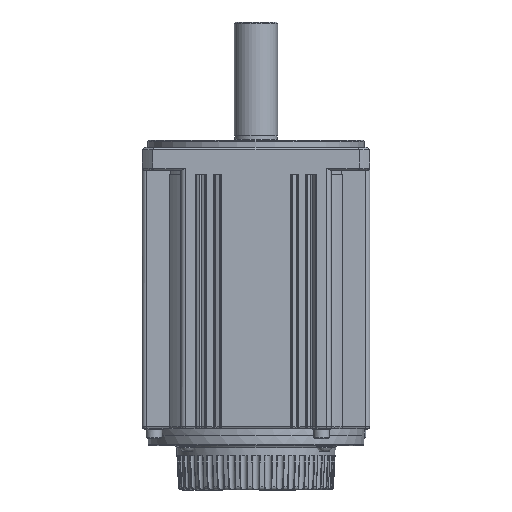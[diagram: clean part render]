
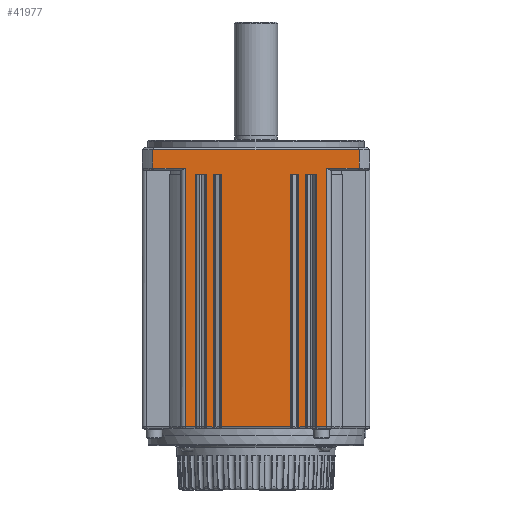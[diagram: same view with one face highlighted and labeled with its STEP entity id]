
A CAD part, left-side view. The second image highlights one B-rep face of the part: STEP entity #41977.
In plain terms, the highlighted planar face has unit normal (-1, 0, 0).
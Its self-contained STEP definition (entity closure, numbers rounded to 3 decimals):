
#31727=CARTESIAN_POINT('',(-50.,-312.154,-1.));
#31728=VERTEX_POINT('',#31727);
#31729=CARTESIAN_POINT('',(-50.,-312.154,-9.2));
#31730=VERTEX_POINT('',#31729);
#31731=CARTESIAN_POINT('',(-50.,-312.154,-1.));
#31732=DIRECTION('',(0.,0.,-1.));
#31733=VECTOR('',#31732,8.2);
#31734=LINE('',#31731,#31733);
#31735=EDGE_CURVE('',#31728,#31730,#31734,.T.);
#31761=CARTESIAN_POINT('',(-50.,-402.846,-1.));
#31762=VERTEX_POINT('',#31761);
#31770=CARTESIAN_POINT('',(-50.,-402.846,-9.2));
#31771=VERTEX_POINT('',#31770);
#31772=CARTESIAN_POINT('',(-50.,-402.846,-9.2));
#31773=DIRECTION('',(0.,0.,1.));
#31774=VECTOR('',#31773,8.2);
#31775=LINE('',#31772,#31774);
#31776=EDGE_CURVE('',#31771,#31762,#31775,.T.);
#32435=CARTESIAN_POINT('',(-50.,-312.154,-1.));
#32436=DIRECTION('',(0.,-1.,0.));
#32437=VECTOR('',#32436,90.692);
#32438=LINE('',#32435,#32437);
#32439=EDGE_CURVE('',#31728,#31762,#32438,.T.);
#40340=CARTESIAN_POINT('',(-50.,-376.364,-122.7));
#40341=VERTEX_POINT('',#40340);
#40350=CARTESIAN_POINT('',(-50.,-379.171,-122.7));
#40351=VERTEX_POINT('',#40350);
#40359=CARTESIAN_POINT('',(-50.,-379.171,-122.7));
#40360=DIRECTION('',(0.,1.,0.));
#40361=VECTOR('',#40360,2.808);
#40362=LINE('',#40359,#40361);
#40363=EDGE_CURVE('',#40351,#40341,#40362,.T.);
#40509=CARTESIAN_POINT('',(-50.,-372.685,-122.7));
#40510=VERTEX_POINT('',#40509);
#40518=CARTESIAN_POINT('',(-50.,-342.315,-122.7));
#40519=VERTEX_POINT('',#40518);
#40520=CARTESIAN_POINT('',(-50.,-372.685,-122.7));
#40521=DIRECTION('',(0.,1.,0.));
#40522=VECTOR('',#40521,30.371);
#40523=LINE('',#40520,#40522);
#40524=EDGE_CURVE('',#40510,#40519,#40523,.T.);
#40678=CARTESIAN_POINT('',(-50.,-338.636,-122.7));
#40679=VERTEX_POINT('',#40678);
#40687=CARTESIAN_POINT('',(-50.,-335.829,-122.7));
#40688=VERTEX_POINT('',#40687);
#40689=CARTESIAN_POINT('',(-50.,-338.636,-122.7));
#40690=DIRECTION('',(0.,1.,0.));
#40691=VECTOR('',#40690,2.808);
#40692=LINE('',#40689,#40691);
#40693=EDGE_CURVE('',#40679,#40688,#40692,.T.);
#40847=CARTESIAN_POINT('',(-50.,-330.975,-122.7));
#40848=VERTEX_POINT('',#40847);
#40856=CARTESIAN_POINT('',(-50.,-326.5,-122.7));
#40857=VERTEX_POINT('',#40856);
#40858=CARTESIAN_POINT('',(-50.,-330.975,-122.7));
#40859=DIRECTION('',(0.,1.,0.));
#40860=VECTOR('',#40859,4.475);
#40861=LINE('',#40858,#40860);
#40862=EDGE_CURVE('',#40848,#40857,#40861,.T.);
#41837=CARTESIAN_POINT('',(-50.,-357.5,-61.85));
#41838=DIRECTION('',(0.,0.,-1.));
#41839=DIRECTION('',(1.,-0.,0.));
#41840=AXIS2_PLACEMENT_3D('',#41837,#41839,#41838);
#41841=PLANE('',#41840);
#41842=ORIENTED_EDGE('',*,*,#40862,.T.);
#41843=CARTESIAN_POINT('',(-50.,-326.5,-9.2));
#41844=VERTEX_POINT('',#41843);
#41845=CARTESIAN_POINT('',(-50.,-326.5,-122.7));
#41846=DIRECTION('',(0.,0.,1.));
#41847=VECTOR('',#41846,113.5);
#41848=LINE('',#41845,#41847);
#41849=EDGE_CURVE('',#40857,#41844,#41848,.T.);
#41850=ORIENTED_EDGE('',*,*,#41849,.T.);
#41851=CARTESIAN_POINT('',(-50.,-326.5,-9.2));
#41852=DIRECTION('',(0.,1.,0.));
#41853=VECTOR('',#41852,14.346);
#41854=LINE('',#41851,#41853);
#41855=EDGE_CURVE('',#41844,#31730,#41854,.T.);
#41856=ORIENTED_EDGE('',*,*,#41855,.T.);
#41857=ORIENTED_EDGE('',*,*,#31735,.F.);
#41858=ORIENTED_EDGE('',*,*,#32439,.T.);
#41859=ORIENTED_EDGE('',*,*,#31776,.F.);
#41860=CARTESIAN_POINT('',(-50.,-388.5,-9.2));
#41861=VERTEX_POINT('',#41860);
#41862=CARTESIAN_POINT('',(-50.,-402.846,-9.2));
#41863=DIRECTION('',(0.,1.,0.));
#41864=VECTOR('',#41863,14.346);
#41865=LINE('',#41862,#41864);
#41866=EDGE_CURVE('',#31771,#41861,#41865,.T.);
#41867=ORIENTED_EDGE('',*,*,#41866,.T.);
#41868=CARTESIAN_POINT('',(-50.,-388.5,-122.7));
#41869=VERTEX_POINT('',#41868);
#41870=CARTESIAN_POINT('',(-50.,-388.5,-9.2));
#41871=DIRECTION('',(0.,0.,-1.));
#41872=VECTOR('',#41871,113.5);
#41873=LINE('',#41870,#41872);
#41874=EDGE_CURVE('',#41861,#41869,#41873,.T.);
#41875=ORIENTED_EDGE('',*,*,#41874,.T.);
#41876=CARTESIAN_POINT('',(-50.,-384.025,-122.7));
#41877=VERTEX_POINT('',#41876);
#41878=CARTESIAN_POINT('',(-50.,-388.5,-122.7));
#41879=DIRECTION('',(0.,1.,0.));
#41880=VECTOR('',#41879,4.475);
#41881=LINE('',#41878,#41880);
#41882=EDGE_CURVE('',#41869,#41877,#41881,.T.);
#41883=ORIENTED_EDGE('',*,*,#41882,.T.);
#41884=CARTESIAN_POINT('',(-50.,-384.025,-12.));
#41885=VERTEX_POINT('',#41884);
#41886=CARTESIAN_POINT('',(-50.,-384.025,-122.7));
#41887=DIRECTION('',(0.,0.,1.));
#41888=VECTOR('',#41887,110.7);
#41889=LINE('',#41886,#41888);
#41890=EDGE_CURVE('',#41877,#41885,#41889,.T.);
#41891=ORIENTED_EDGE('',*,*,#41890,.T.);
#41892=CARTESIAN_POINT('',(-50.,-379.171,-12.));
#41893=VERTEX_POINT('',#41892);
#41894=CARTESIAN_POINT('',(-50.,-384.025,-12.));
#41895=DIRECTION('',(0.,1.,0.));
#41896=VECTOR('',#41895,4.854);
#41897=LINE('',#41894,#41896);
#41898=EDGE_CURVE('',#41885,#41893,#41897,.T.);
#41899=ORIENTED_EDGE('',*,*,#41898,.T.);
#41900=CARTESIAN_POINT('',(-50.,-379.171,-12.));
#41901=DIRECTION('',(0.,0.,-1.));
#41902=VECTOR('',#41901,110.7);
#41903=LINE('',#41900,#41902);
#41904=EDGE_CURVE('',#41893,#40351,#41903,.T.);
#41905=ORIENTED_EDGE('',*,*,#41904,.T.);
#41906=ORIENTED_EDGE('',*,*,#40363,.T.);
#41907=CARTESIAN_POINT('',(-50.,-376.364,-12.));
#41908=VERTEX_POINT('',#41907);
#41909=CARTESIAN_POINT('',(-50.,-376.364,-122.7));
#41910=DIRECTION('',(0.,0.,1.));
#41911=VECTOR('',#41910,110.7);
#41912=LINE('',#41909,#41911);
#41913=EDGE_CURVE('',#40341,#41908,#41912,.T.);
#41914=ORIENTED_EDGE('',*,*,#41913,.T.);
#41915=CARTESIAN_POINT('',(-50.,-372.685,-12.));
#41916=VERTEX_POINT('',#41915);
#41917=CARTESIAN_POINT('',(-50.,-376.364,-12.));
#41918=DIRECTION('',(0.,1.,0.));
#41919=VECTOR('',#41918,3.678);
#41920=LINE('',#41917,#41919);
#41921=EDGE_CURVE('',#41908,#41916,#41920,.T.);
#41922=ORIENTED_EDGE('',*,*,#41921,.T.);
#41923=CARTESIAN_POINT('',(-50.,-372.685,-12.));
#41924=DIRECTION('',(0.,0.,-1.));
#41925=VECTOR('',#41924,110.7);
#41926=LINE('',#41923,#41925);
#41927=EDGE_CURVE('',#41916,#40510,#41926,.T.);
#41928=ORIENTED_EDGE('',*,*,#41927,.T.);
#41929=ORIENTED_EDGE('',*,*,#40524,.T.);
#41930=CARTESIAN_POINT('',(-50.,-342.315,-12.));
#41931=VERTEX_POINT('',#41930);
#41932=CARTESIAN_POINT('',(-50.,-342.315,-122.7));
#41933=DIRECTION('',(0.,0.,1.));
#41934=VECTOR('',#41933,110.7);
#41935=LINE('',#41932,#41934);
#41936=EDGE_CURVE('',#40519,#41931,#41935,.T.);
#41937=ORIENTED_EDGE('',*,*,#41936,.T.);
#41938=CARTESIAN_POINT('',(-50.,-338.636,-12.));
#41939=VERTEX_POINT('',#41938);
#41940=CARTESIAN_POINT('',(-50.,-342.315,-12.));
#41941=DIRECTION('',(0.,1.,0.));
#41942=VECTOR('',#41941,3.678);
#41943=LINE('',#41940,#41942);
#41944=EDGE_CURVE('',#41931,#41939,#41943,.T.);
#41945=ORIENTED_EDGE('',*,*,#41944,.T.);
#41946=CARTESIAN_POINT('',(-50.,-338.636,-12.));
#41947=DIRECTION('',(0.,0.,-1.));
#41948=VECTOR('',#41947,110.7);
#41949=LINE('',#41946,#41948);
#41950=EDGE_CURVE('',#41939,#40679,#41949,.T.);
#41951=ORIENTED_EDGE('',*,*,#41950,.T.);
#41952=ORIENTED_EDGE('',*,*,#40693,.T.);
#41953=CARTESIAN_POINT('',(-50.,-335.829,-12.));
#41954=VERTEX_POINT('',#41953);
#41955=CARTESIAN_POINT('',(-50.,-335.829,-122.7));
#41956=DIRECTION('',(0.,0.,1.));
#41957=VECTOR('',#41956,110.7);
#41958=LINE('',#41955,#41957);
#41959=EDGE_CURVE('',#40688,#41954,#41958,.T.);
#41960=ORIENTED_EDGE('',*,*,#41959,.T.);
#41961=CARTESIAN_POINT('',(-50.,-330.975,-12.));
#41962=VERTEX_POINT('',#41961);
#41963=CARTESIAN_POINT('',(-50.,-335.829,-12.));
#41964=DIRECTION('',(0.,1.,0.));
#41965=VECTOR('',#41964,4.854);
#41966=LINE('',#41963,#41965);
#41967=EDGE_CURVE('',#41954,#41962,#41966,.T.);
#41968=ORIENTED_EDGE('',*,*,#41967,.T.);
#41969=CARTESIAN_POINT('',(-50.,-330.975,-12.));
#41970=DIRECTION('',(0.,0.,-1.));
#41971=VECTOR('',#41970,110.7);
#41972=LINE('',#41969,#41971);
#41973=EDGE_CURVE('',#41962,#40848,#41972,.T.);
#41974=ORIENTED_EDGE('',*,*,#41973,.T.);
#41975=EDGE_LOOP('',(#41842,#41850,#41856,#41857,#41858,#41859,#41867,#41875,#41883,#41891,#41899,#41905,#41906,#41914,#41922,#41928,#41929,#41937,#41945,#41951,#41952,#41960,#41968,#41974));
#41976=FACE_OUTER_BOUND('',#41975,.F.);
#41977=ADVANCED_FACE('',(#41976),#41841,.F.);
